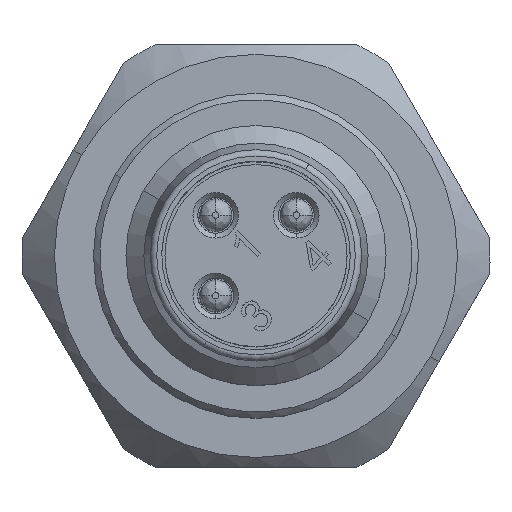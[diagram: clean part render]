
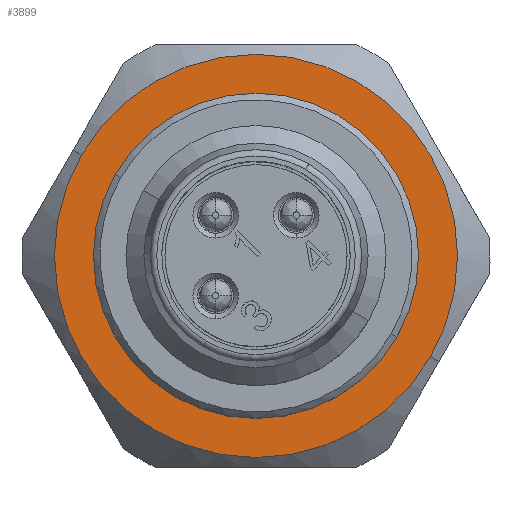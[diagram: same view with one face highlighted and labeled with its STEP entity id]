
A CAD part, top view. The second image highlights one B-rep face of the part: STEP entity #3899.
In plain terms, the highlighted planar face has unit normal (0, 0, 1).
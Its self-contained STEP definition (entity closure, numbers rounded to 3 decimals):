
#3843=AXIS2_PLACEMENT_3D('Circle Axis2P3D',#3841,#3842,$) ;
#3861=AXIS2_PLACEMENT_3D('Circle Axis2P3D',#3859,#3860,$) ;
#3875=AXIS2_PLACEMENT_3D('Plane Axis2P3D',#3872,#3873,#3874) ;
#3879=AXIS2_PLACEMENT_3D('Circle Axis2P3D',#3877,#3878,$) ;
#3888=AXIS2_PLACEMENT_3D('Circle Axis2P3D',#3886,#3887,$) ;
#3831=CARTESIAN_POINT('Vertex',(11.534,4.,12.5)) ;
#3838=CARTESIAN_POINT('Vertex',(2.874,9.,12.5)) ;
#3841=CARTESIAN_POINT('Axis2P3D Location',(7.204,6.5,12.5)) ;
#3859=CARTESIAN_POINT('Axis2P3D Location',(7.204,6.5,12.5)) ;
#3872=CARTESIAN_POINT('Axis2P3D Location',(2.355,9.3,12.5)) ;
#3877=CARTESIAN_POINT('Axis2P3D Location',(7.204,6.5,12.5)) ;
#3881=CARTESIAN_POINT('Vertex',(1.835,9.6,12.5)) ;
#3883=CARTESIAN_POINT('Vertex',(12.574,3.4,12.5)) ;
#3886=CARTESIAN_POINT('Axis2P3D Location',(7.204,6.5,12.5)) ;
#3842=DIRECTION('Axis2P3D Direction',(0.,0.,1.)) ;
#3860=DIRECTION('Axis2P3D Direction',(0.,0.,1.)) ;
#3873=DIRECTION('Axis2P3D Direction',(0.,0.,1.)) ;
#3874=DIRECTION('Axis2P3D XDirection',(-0.5,-0.866,0.)) ;
#3878=DIRECTION('Axis2P3D Direction',(0.,0.,1.)) ;
#3887=DIRECTION('Axis2P3D Direction',(0.,0.,1.)) ;
#3892=ORIENTED_EDGE('',*,*,#3885,.T.) ;
#3893=ORIENTED_EDGE('',*,*,#3890,.T.) ;
#3896=ORIENTED_EDGE('',*,*,#3863,.F.) ;
#3897=ORIENTED_EDGE('',*,*,#3845,.F.) ;
#3898=FACE_BOUND('',#3895,.T.) ;
#3899=ADVANCED_FACE('V1',(#3894,#3898),#3876,.T.) ;
#3844=CIRCLE('generated circle',#3843,5.) ;
#3862=CIRCLE('generated circle',#3861,5.) ;
#3880=CIRCLE('generated circle',#3879,6.2) ;
#3889=CIRCLE('generated circle',#3888,6.2) ;
#3845=EDGE_CURVE('',#3839,#3832,#3844,.T.) ;
#3863=EDGE_CURVE('',#3832,#3839,#3862,.T.) ;
#3885=EDGE_CURVE('',#3882,#3884,#3880,.T.) ;
#3890=EDGE_CURVE('',#3884,#3882,#3889,.T.) ;
#3891=EDGE_LOOP('',(#3892,#3893)) ;
#3895=EDGE_LOOP('',(#3896,#3897)) ;
#3894=FACE_OUTER_BOUND('',#3891,.T.) ;
#3876=PLANE('',#3875) ;
#3832=VERTEX_POINT('',#3831) ;
#3839=VERTEX_POINT('',#3838) ;
#3882=VERTEX_POINT('',#3881) ;
#3884=VERTEX_POINT('',#3883) ;
